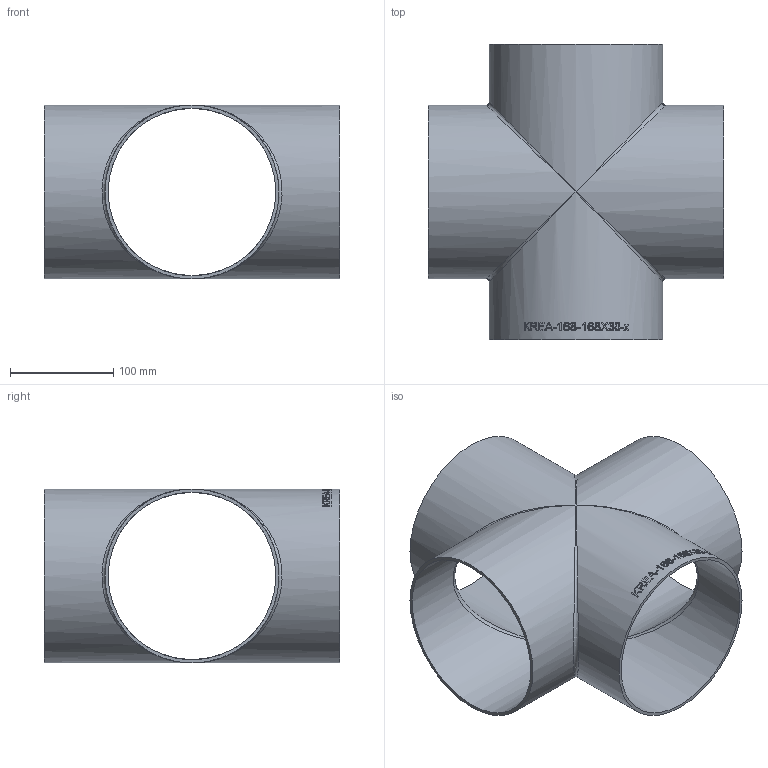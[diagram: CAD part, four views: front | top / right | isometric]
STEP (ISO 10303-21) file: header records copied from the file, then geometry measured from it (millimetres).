
FILE_DESCRIPTION (( 'STEP AP214' ), '1' );
FILE_NAME ('KREA-168-168X30-x Kreuz-Stück 2005.STEP', '2020-05-13T08:52:53', ( '' ), ( '' ), 'SwSTEP 2.0', 'SolidWorks 2019', '' );
FILE_SCHEMA (( 'AUTOMOTIVE_DESIGN' ));
Length unit declared in the file: millimetre
Products named in the file (1): KREA-168-168X30-x Kreuz-Stück 2005
Bounding box: 286 x 286 x 168.3 mm (x, y, z)
Volume: 560936.4 mm3; surface area: 380134.1 mm2
Topology: 1 solids, 1 shells, 250 faces, 663 edges, 422 vertices
Faces by surface type: bspline 149, plane 67, cylinder 34
Full cylindrical faces by diameter (mm): 162.3 x4, 168.3 x4
Entity records: 35192 total; most frequent: CARTESIAN_POINT 27967, ORIENTED_EDGE 1272, EDGE_CURVE 636, DIRECTION 464, B_SPLINE_CURVE_WITH_KNOTS 446, VERTEX_POINT 420, EDGE_LOOP 288, FACE_OUTER_BOUND 258
